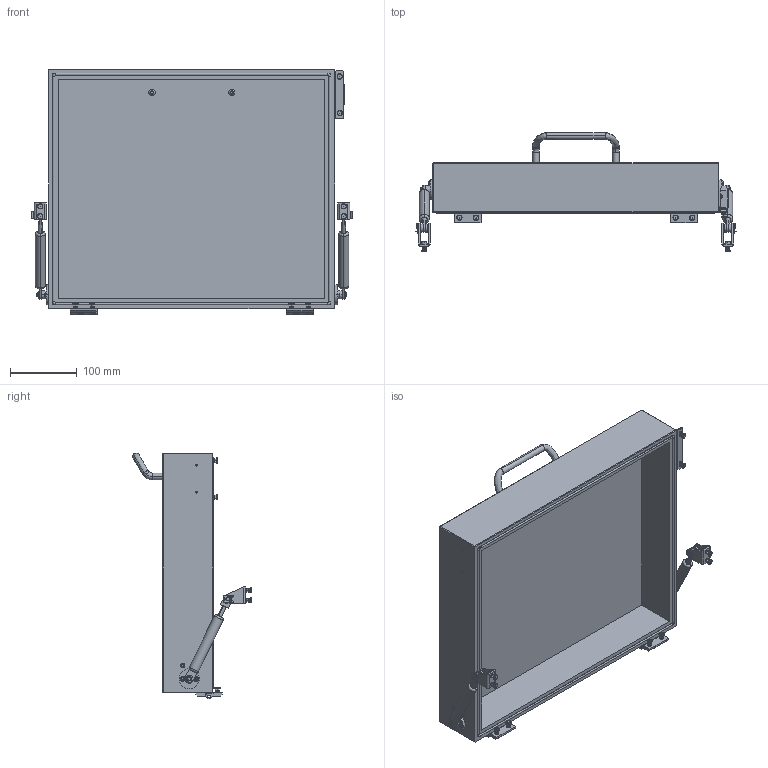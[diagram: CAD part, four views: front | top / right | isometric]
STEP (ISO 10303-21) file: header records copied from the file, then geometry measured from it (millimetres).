
FILE_DESCRIPTION (( 'STEP AP203' ), '1' );
FILE_NAME ('INGUN_19252.STEP', '2023-07-19T13:11:05', ( '' ), ( '' ), 'SwSTEP 2.0', 'SolidWorks 2021', '' );
FILE_SCHEMA (( 'CONFIG_CONTROL_DESIGN' ));
Length unit declared in the file: millimetre
Products named in the file (33): DIN_6799_-_A2~n_d 5; 2348~1; 15536~0; 16548~0_flexiebel<Standard>; 15537-1~0; DIN912~n_M04,0x008; 5107~1_VKH-19252<Standard>; 17984~4; Gewindebuchse~n_M04-07,5 geschlossen; 35805~0_S; 15537-2~0; 2348_3~0; DIN923~n_M04x04; ISO7380~n_M04,0x010; 17053~3; 17984_1~2; 17984_1~2_bearbeitet<Standard>; ISO7380~n_M03,0x010; DIN7991~n_M04,0x010; ISO7380~n_M04,0x008; 2348_1~0; INGUN_19252; 2348_2~0; ASR~asr_拱06,2x04x拌12; 8577~1; 19253~5; ISO7380~n_M05,0x020; 2497-1~0; 2497-2~0; DIN125~n_04,3 M04,0; DIN125~n_03,2 M03,0
Assembly tree (68 placements, depth 3):
  INGUN_19252
    19253~5
    2348~1
      2348_3~0
      2348_1~0
    2348~1
      2348_3~0
      2348_2~0
    17053~3  x2
    ASR~asr_拱06,2x04x拌12  x4
    DIN_6799_-_A2~n_d 5  x2
    8577~1
    5107~1_VKH-19252<Standard>
    15536~0
      15537-1~0
      15537-2~0
    17984~4  x2
      17984_1~2
      17984_1~2_bearbeitet<Standard>
    16548~0_flexiebel<Standard>
      2497-1~0
      2497-2~0
    16548~0_flexiebel<Standard>
      2497-1~0
      2497-2~0
    Gewindebuchse~n_M04-07,5 geschlossen  x10
    35805~0_S  x2
    DIN923~n_M04x04  x4
    ISO7380~n_M05,0x020  x2
    ISO7380~n_M03,0x010  x2
    DIN125~n_03,2 M03,0  x2
    DIN912~n_M04,0x008  x4
    ISO7380~n_M04,0x010  x4
    DIN125~n_04,3 M04,0  x2
    ISO7380~n_M04,0x008  x2
    DIN7991~n_M04,0x010  x4
Bounding box: 482.7 x 178 x 369 mm (x, y, z)
Volume: 3806791.8 mm3; surface area: 605450 mm2
Topology: 75 solids, 75 shells, 2987 faces, 7132 edges, 4622 vertices
Faces by surface type: plane 1803, cylinder 816, cone 220, torus 102, bspline 46
Entity records: 40605 total; most frequent: CARTESIAN_POINT 8499, DIRECTION 6160, ORIENTED_EDGE 5558, EDGE_CURVE 2779, AXIS2_PLACEMENT_3D 2377, VERTEX_POINT 1786, VECTOR 1406, LINE 1406
